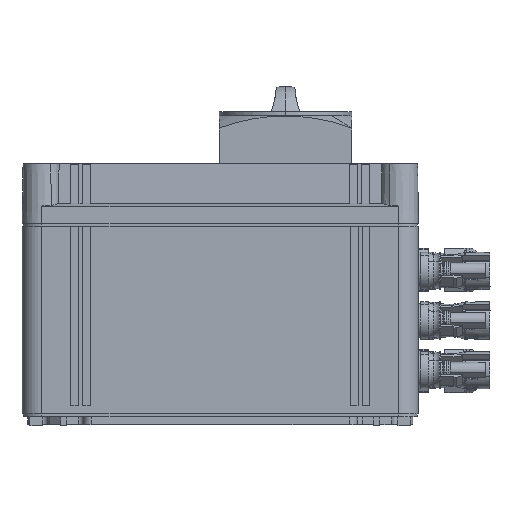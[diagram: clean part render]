
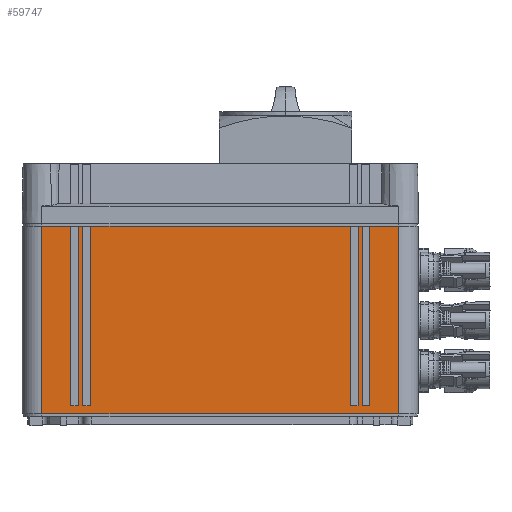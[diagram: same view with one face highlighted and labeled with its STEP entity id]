
A CAD part, left-side view. The second image highlights one B-rep face of the part: STEP entity #59747.
In plain terms, the highlighted planar face has unit normal (-1, 0, 0).
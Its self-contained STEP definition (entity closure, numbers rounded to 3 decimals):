
#59598=AXIS2_PLACEMENT_3D('Plane Axis2P3D',#59595,#59596,#59597) ;
#58827=CARTESIAN_POINT('Vertex',(0.,46.025,100.5)) ;
#58830=CARTESIAN_POINT('Line Origine',(0.,46.025,106.)) ;
#58834=CARTESIAN_POINT('Vertex',(0.,46.025,6.)) ;
#58882=CARTESIAN_POINT('Line Origine',(0.,136.025,6.)) ;
#58886=CARTESIAN_POINT('Vertex',(0.,226.025,6.)) ;
#59020=CARTESIAN_POINT('Vertex',(0.,226.025,100.5)) ;
#59023=CARTESIAN_POINT('Line Origine',(0.,136.025,100.5)) ;
#59595=CARTESIAN_POINT('Axis2P3D Location',(0.,46.025,106.)) ;
#59600=CARTESIAN_POINT('Line Origine',(0.,226.025,53.25)) ;
#59611=CARTESIAN_POINT('Line Origine',(0.,209.525,10.)) ;
#59615=CARTESIAN_POINT('Vertex',(0.,211.525,10.)) ;
#59617=CARTESIAN_POINT('Vertex',(0.,207.525,10.)) ;
#59620=CARTESIAN_POINT('Line Origine',(0.,211.525,55.178)) ;
#59624=CARTESIAN_POINT('Vertex',(0.,211.525,100.356)) ;
#59627=CARTESIAN_POINT('Line Origine',(0.,209.525,100.356)) ;
#59631=CARTESIAN_POINT('Vertex',(0.,207.525,100.356)) ;
#59634=CARTESIAN_POINT('Line Origine',(0.,207.525,55.178)) ;
#59645=CARTESIAN_POINT('Line Origine',(0.,203.525,10.)) ;
#59649=CARTESIAN_POINT('Vertex',(0.,205.525,10.)) ;
#59651=CARTESIAN_POINT('Vertex',(0.,201.525,10.)) ;
#59654=CARTESIAN_POINT('Line Origine',(0.,205.525,55.178)) ;
#59658=CARTESIAN_POINT('Vertex',(0.,205.525,100.356)) ;
#59661=CARTESIAN_POINT('Line Origine',(0.,203.525,100.356)) ;
#59665=CARTESIAN_POINT('Vertex',(0.,201.525,100.356)) ;
#59668=CARTESIAN_POINT('Line Origine',(0.,201.525,55.178)) ;
#59679=CARTESIAN_POINT('Line Origine',(0.,68.525,10.)) ;
#59683=CARTESIAN_POINT('Vertex',(0.,70.525,10.)) ;
#59685=CARTESIAN_POINT('Vertex',(0.,66.525,10.)) ;
#59688=CARTESIAN_POINT('Line Origine',(0.,70.525,55.178)) ;
#59692=CARTESIAN_POINT('Vertex',(0.,70.525,100.356)) ;
#59695=CARTESIAN_POINT('Line Origine',(0.,68.525,100.356)) ;
#59699=CARTESIAN_POINT('Vertex',(0.,66.525,100.356)) ;
#59702=CARTESIAN_POINT('Line Origine',(0.,66.525,55.178)) ;
#59713=CARTESIAN_POINT('Line Origine',(0.,62.525,10.)) ;
#59717=CARTESIAN_POINT('Vertex',(0.,64.525,10.)) ;
#59719=CARTESIAN_POINT('Vertex',(0.,60.525,10.)) ;
#59722=CARTESIAN_POINT('Line Origine',(0.,64.525,55.178)) ;
#59726=CARTESIAN_POINT('Vertex',(0.,64.525,100.356)) ;
#59729=CARTESIAN_POINT('Line Origine',(0.,62.525,100.356)) ;
#59733=CARTESIAN_POINT('Vertex',(0.,60.525,100.356)) ;
#59736=CARTESIAN_POINT('Line Origine',(0.,60.525,55.178)) ;
#58831=DIRECTION('Vector Direction',(0.,0.,-1.)) ;
#58883=DIRECTION('Vector Direction',(0.,1.,0.)) ;
#59024=DIRECTION('Vector Direction',(0.,-1.,0.)) ;
#59596=DIRECTION('Axis2P3D Direction',(-1.,0.,0.)) ;
#59597=DIRECTION('Axis2P3D XDirection',(0.,1.,0.)) ;
#59601=DIRECTION('Vector Direction',(0.,0.,-1.)) ;
#59612=DIRECTION('Vector Direction',(0.,-1.,0.)) ;
#59621=DIRECTION('Vector Direction',(0.,0.,-1.)) ;
#59628=DIRECTION('Vector Direction',(0.,1.,0.)) ;
#59635=DIRECTION('Vector Direction',(0.,0.,1.)) ;
#59646=DIRECTION('Vector Direction',(0.,-1.,0.)) ;
#59655=DIRECTION('Vector Direction',(0.,0.,-1.)) ;
#59662=DIRECTION('Vector Direction',(0.,1.,0.)) ;
#59669=DIRECTION('Vector Direction',(0.,0.,1.)) ;
#59680=DIRECTION('Vector Direction',(0.,-1.,0.)) ;
#59689=DIRECTION('Vector Direction',(0.,0.,-1.)) ;
#59696=DIRECTION('Vector Direction',(0.,1.,0.)) ;
#59703=DIRECTION('Vector Direction',(0.,0.,1.)) ;
#59714=DIRECTION('Vector Direction',(0.,-1.,0.)) ;
#59723=DIRECTION('Vector Direction',(0.,0.,-1.)) ;
#59730=DIRECTION('Vector Direction',(0.,1.,0.)) ;
#59737=DIRECTION('Vector Direction',(0.,0.,1.)) ;
#58832=VECTOR('Line Direction',#58831,1.) ;
#58884=VECTOR('Line Direction',#58883,1.) ;
#59025=VECTOR('Line Direction',#59024,1.) ;
#59602=VECTOR('Line Direction',#59601,1.) ;
#59613=VECTOR('Line Direction',#59612,1.) ;
#59622=VECTOR('Line Direction',#59621,1.) ;
#59629=VECTOR('Line Direction',#59628,1.) ;
#59636=VECTOR('Line Direction',#59635,1.) ;
#59647=VECTOR('Line Direction',#59646,1.) ;
#59656=VECTOR('Line Direction',#59655,1.) ;
#59663=VECTOR('Line Direction',#59662,1.) ;
#59670=VECTOR('Line Direction',#59669,1.) ;
#59681=VECTOR('Line Direction',#59680,1.) ;
#59690=VECTOR('Line Direction',#59689,1.) ;
#59697=VECTOR('Line Direction',#59696,1.) ;
#59704=VECTOR('Line Direction',#59703,1.) ;
#59715=VECTOR('Line Direction',#59714,1.) ;
#59724=VECTOR('Line Direction',#59723,1.) ;
#59731=VECTOR('Line Direction',#59730,1.) ;
#59738=VECTOR('Line Direction',#59737,1.) ;
#59606=ORIENTED_EDGE('',*,*,#59604,.T.) ;
#59607=ORIENTED_EDGE('',*,*,#58888,.F.) ;
#59608=ORIENTED_EDGE('',*,*,#58836,.F.) ;
#59609=ORIENTED_EDGE('',*,*,#59027,.F.) ;
#59640=ORIENTED_EDGE('',*,*,#59619,.F.) ;
#59641=ORIENTED_EDGE('',*,*,#59626,.F.) ;
#59642=ORIENTED_EDGE('',*,*,#59633,.F.) ;
#59643=ORIENTED_EDGE('',*,*,#59638,.F.) ;
#59674=ORIENTED_EDGE('',*,*,#59653,.F.) ;
#59675=ORIENTED_EDGE('',*,*,#59660,.F.) ;
#59676=ORIENTED_EDGE('',*,*,#59667,.F.) ;
#59677=ORIENTED_EDGE('',*,*,#59672,.F.) ;
#59708=ORIENTED_EDGE('',*,*,#59687,.F.) ;
#59709=ORIENTED_EDGE('',*,*,#59694,.F.) ;
#59710=ORIENTED_EDGE('',*,*,#59701,.F.) ;
#59711=ORIENTED_EDGE('',*,*,#59706,.F.) ;
#59742=ORIENTED_EDGE('',*,*,#59721,.F.) ;
#59743=ORIENTED_EDGE('',*,*,#59728,.F.) ;
#59744=ORIENTED_EDGE('',*,*,#59735,.F.) ;
#59745=ORIENTED_EDGE('',*,*,#59740,.F.) ;
#59644=FACE_BOUND('',#59639,.T.) ;
#59678=FACE_BOUND('',#59673,.T.) ;
#59712=FACE_BOUND('',#59707,.T.) ;
#59746=FACE_BOUND('',#59741,.T.) ;
#59747=ADVANCED_FACE('GEHAEUSEUNTERTEIL',(#59610,#59644,#59678,#59712,#59746),#59599,.T.) ;
#58836=EDGE_CURVE('',#58828,#58835,#58833,.T.) ;
#58888=EDGE_CURVE('',#58835,#58887,#58885,.T.) ;
#59027=EDGE_CURVE('',#59021,#58828,#59026,.T.) ;
#59604=EDGE_CURVE('',#59021,#58887,#59603,.T.) ;
#59619=EDGE_CURVE('',#59616,#59618,#59614,.T.) ;
#59626=EDGE_CURVE('',#59625,#59616,#59623,.T.) ;
#59633=EDGE_CURVE('',#59632,#59625,#59630,.T.) ;
#59638=EDGE_CURVE('',#59618,#59632,#59637,.T.) ;
#59653=EDGE_CURVE('',#59650,#59652,#59648,.T.) ;
#59660=EDGE_CURVE('',#59659,#59650,#59657,.T.) ;
#59667=EDGE_CURVE('',#59666,#59659,#59664,.T.) ;
#59672=EDGE_CURVE('',#59652,#59666,#59671,.T.) ;
#59687=EDGE_CURVE('',#59684,#59686,#59682,.T.) ;
#59694=EDGE_CURVE('',#59693,#59684,#59691,.T.) ;
#59701=EDGE_CURVE('',#59700,#59693,#59698,.T.) ;
#59706=EDGE_CURVE('',#59686,#59700,#59705,.T.) ;
#59721=EDGE_CURVE('',#59718,#59720,#59716,.T.) ;
#59728=EDGE_CURVE('',#59727,#59718,#59725,.T.) ;
#59735=EDGE_CURVE('',#59734,#59727,#59732,.T.) ;
#59740=EDGE_CURVE('',#59720,#59734,#59739,.T.) ;
#59605=EDGE_LOOP('',(#59606,#59607,#59608,#59609)) ;
#59639=EDGE_LOOP('',(#59640,#59641,#59642,#59643)) ;
#59673=EDGE_LOOP('',(#59674,#59675,#59676,#59677)) ;
#59707=EDGE_LOOP('',(#59708,#59709,#59710,#59711)) ;
#59741=EDGE_LOOP('',(#59742,#59743,#59744,#59745)) ;
#59610=FACE_OUTER_BOUND('',#59605,.T.) ;
#58833=LINE('Line',#58830,#58832) ;
#58885=LINE('Line',#58882,#58884) ;
#59026=LINE('Line',#59023,#59025) ;
#59603=LINE('Line',#59600,#59602) ;
#59614=LINE('Line',#59611,#59613) ;
#59623=LINE('Line',#59620,#59622) ;
#59630=LINE('Line',#59627,#59629) ;
#59637=LINE('Line',#59634,#59636) ;
#59648=LINE('Line',#59645,#59647) ;
#59657=LINE('Line',#59654,#59656) ;
#59664=LINE('Line',#59661,#59663) ;
#59671=LINE('Line',#59668,#59670) ;
#59682=LINE('Line',#59679,#59681) ;
#59691=LINE('Line',#59688,#59690) ;
#59698=LINE('Line',#59695,#59697) ;
#59705=LINE('Line',#59702,#59704) ;
#59716=LINE('Line',#59713,#59715) ;
#59725=LINE('Line',#59722,#59724) ;
#59732=LINE('Line',#59729,#59731) ;
#59739=LINE('Line',#59736,#59738) ;
#59599=PLANE('',#59598) ;
#58828=VERTEX_POINT('',#58827) ;
#58835=VERTEX_POINT('',#58834) ;
#58887=VERTEX_POINT('',#58886) ;
#59021=VERTEX_POINT('',#59020) ;
#59616=VERTEX_POINT('',#59615) ;
#59618=VERTEX_POINT('',#59617) ;
#59625=VERTEX_POINT('',#59624) ;
#59632=VERTEX_POINT('',#59631) ;
#59650=VERTEX_POINT('',#59649) ;
#59652=VERTEX_POINT('',#59651) ;
#59659=VERTEX_POINT('',#59658) ;
#59666=VERTEX_POINT('',#59665) ;
#59684=VERTEX_POINT('',#59683) ;
#59686=VERTEX_POINT('',#59685) ;
#59693=VERTEX_POINT('',#59692) ;
#59700=VERTEX_POINT('',#59699) ;
#59718=VERTEX_POINT('',#59717) ;
#59720=VERTEX_POINT('',#59719) ;
#59727=VERTEX_POINT('',#59726) ;
#59734=VERTEX_POINT('',#59733) ;
